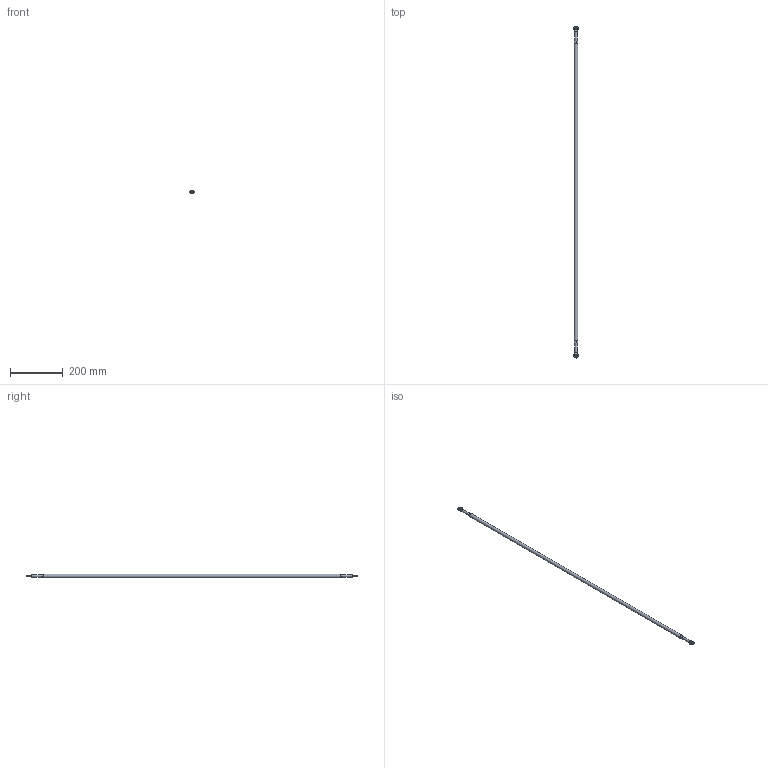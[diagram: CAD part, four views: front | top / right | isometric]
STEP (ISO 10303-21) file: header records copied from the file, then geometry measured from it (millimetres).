
FILE_DESCRIPTION(/* description */ ('Länge = 1240mm'),/* implementation_level */ '2;1');
FILE_NAME(/* name */ 'Zugstange Vordach 2x Auge L=1240.stp',/* time_stamp */ '2016-01-18T07:19:11+01:00',/* author */ ('s.tammegger'),/* organization */ (''),/* preprocessor_version */ 'ST-DEVELOPER v15.2',/* originating_system */ 'Autodesk Inventor 2014',/* authorisation */ '');
FILE_SCHEMA (('CONFIG_CONTROL_DESIGN'));
Length unit declared in the file: millimetre
Products named in the file (1): Zugstange Vordach 2x Auge L=1240
Bounding box: 17.5 x 1257.5 x 14.87 mm (x, y, z)
Volume: 181213.8 mm3; surface area: 54506.6 mm2
Topology: 5 solids, 5 shells, 58 faces, 128 edges, 81 vertices
Faces by surface type: plane 31, cylinder 15, torus 10, cone 2
Full cylindrical faces by diameter (mm): 8 x2, 8.7 x2, 14 x1
Entity records: 1616 total; most frequent: CARTESIAN_POINT 359, DIRECTION 258, ORIENTED_EDGE 226, EDGE_CURVE 113, AXIS2_PLACEMENT_3D 98, VERTEX_POINT 79, EDGE_LOOP 76, LINE 62
